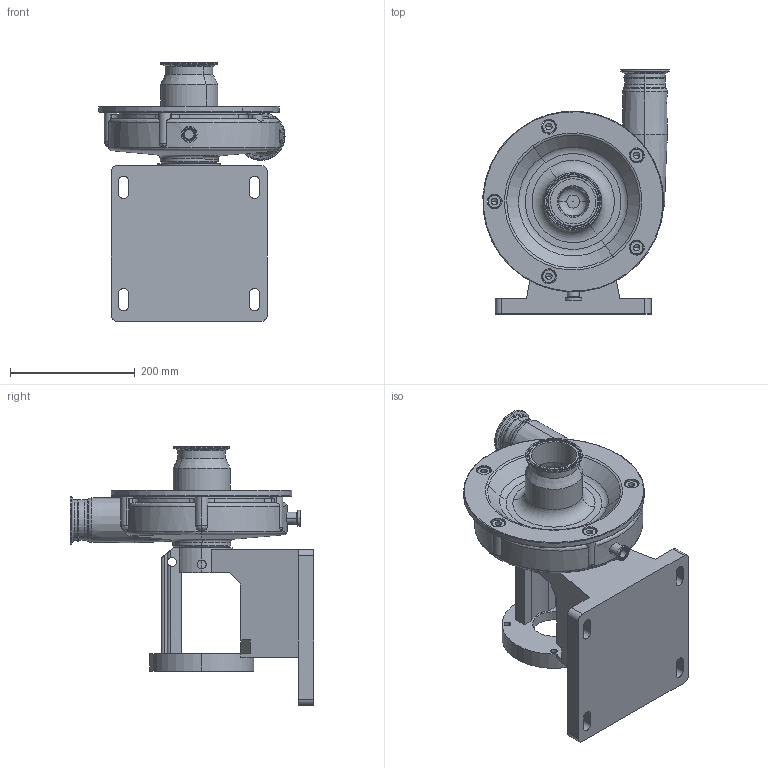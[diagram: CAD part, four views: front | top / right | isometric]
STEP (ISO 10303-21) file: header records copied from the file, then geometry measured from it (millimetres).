
FILE_DESCRIPTION (( 'STEP AP214' ), '1' );
FILE_NAME ('FP 3541 140TC VERT 3-4 IN STR DRAIN.STEP', '2023-02-28T20:30:37', ( '' ), ( '' ), 'SwSTEP 2.0', 'SolidWorks 2021', '' );
FILE_SCHEMA (( 'AUTOMOTIVE_DESIGN' ));
Length unit declared in the file: millimetre
Products named in the file (1): FP 3541 140TC VERT 3-4 IN STR DRAIN
Bounding box: 298.4 x 391 x 415 mm (x, y, z)
Volume: 6955963.8 mm3; surface area: 820403.2 mm2
Topology: 1 solids, 1 shells, 499 faces, 1275 edges, 769 vertices
Faces by surface type: cylinder 181, plane 110, cone 97, torus 85, bspline 17, sphere 9
Entity records: 19107 total; most frequent: CARTESIAN_POINT 6835, DIRECTION 2690, ORIENTED_EDGE 2498, EDGE_CURVE 1249, AXIS2_PLACEMENT_3D 1107, VERTEX_POINT 769, CIRCLE 624, EDGE_LOOP 560
